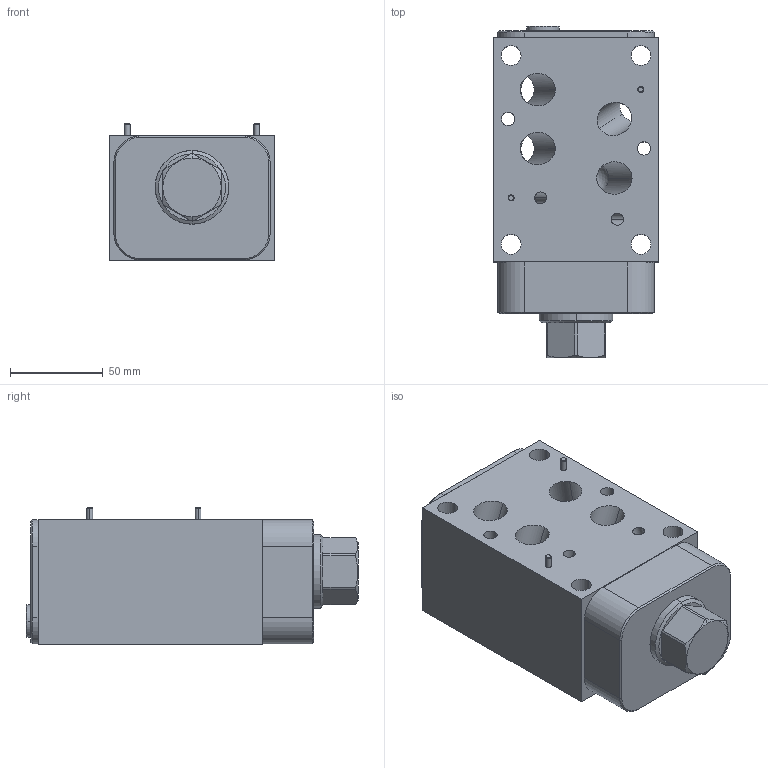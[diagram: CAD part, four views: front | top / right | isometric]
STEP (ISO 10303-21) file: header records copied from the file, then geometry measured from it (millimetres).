
FILE_DESCRIPTION((''),'2;1');
FILE_NAME('BKJ_ASM','2019-07-30T',('ProEService'),(''),'PRO/ENGINEER BY PARAMETRIC TECHNOLOGY CORPORATION, 2014200','PRO/ENGINEER BY PARAMETRIC TECHNOLOGY CORPORATION, 2014200','');
FILE_SCHEMA(('CONFIG_CONTROL_DESIGN'));
Length unit declared in the file: inch
Products named in the file (8): 151-143; A330-006-006; CXHAXCN; 811-001-006; 500-001-111; 500-001-118; 700-006; BKJ_ASM
Assembly tree (8 placements, depth 2):
  BKJ_ASM
    151-143
    A330-006-006
    CXHAXCN
    811-001-006  x2
    500-001-111
    500-001-118
    700-006
Bounding box: 88.9 x 178.74 x 74.02 mm (x, y, z)
Volume: 719574.7 mm3; surface area: 120913.6 mm2
Topology: 6 solids, 7 shells, 444 faces, 1295 edges, 1030 vertices
Faces by surface type: cylinder 191, plane 102, cone 95, torus 34, sphere 16, revolution 6
Entity records: 17934 total; most frequent: CARTESIAN_POINT 6708, DIRECTION 2360, ORIENTED_EDGE 2042, EDGE_CURVE 1021, AXIS2_PLACEMENT_3D 878, VERTEX_POINT 633, VECTOR 598, LINE 598
